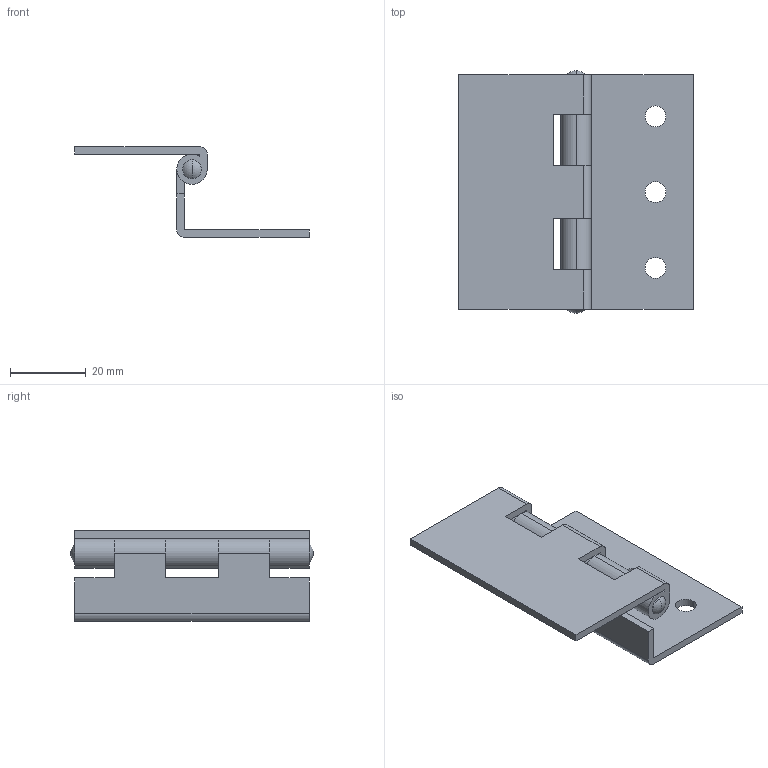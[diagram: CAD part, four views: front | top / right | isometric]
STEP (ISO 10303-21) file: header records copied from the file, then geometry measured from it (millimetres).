
FILE_DESCRIPTION (( 'STEP AP203' ), '1' );
FILE_NAME ('B-567.STEP', '2008-11-10T02:38:43', ( ' ' ), ( ' ' ), 'SwSTEP 2.0', 'SolidWorks 2007', '' );
FILE_SCHEMA (( 'CONFIG_CONTROL_DESIGN' ));
Length unit declared in the file: millimetre
Products named in the file (4): B-567僸儞僕A__棉太倌; B-567僸儞僕B__棉太倌; B-567; B-567幉__棉太倌
Assembly tree (3 placements, depth 2):
  B-567
    B-567僸儞僕A__棉太倌
    B-567僸儞僕B__棉太倌
    B-567幉__棉太倌
Bounding box: 62 x 64 x 24 mm (x, y, z)
Volume: 12555.8 mm3; surface area: 13719.6 mm2
Topology: 3 solids, 3 shells, 74 faces, 200 edges, 134 vertices
Faces by surface type: cylinder 37, plane 33, sphere 4
Entity records: 2808 total; most frequent: DIRECTION 442, CARTESIAN_POINT 414, ORIENTED_EDGE 400, EDGE_CURVE 200, AXIS2_PLACEMENT_3D 162, VERTEX_POINT 134, VECTOR 118, LINE 118
